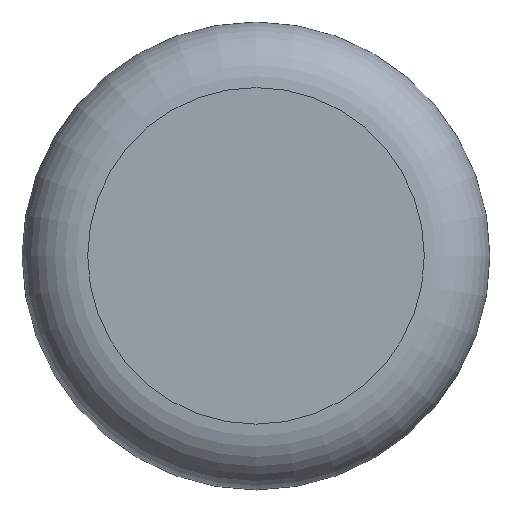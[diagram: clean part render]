
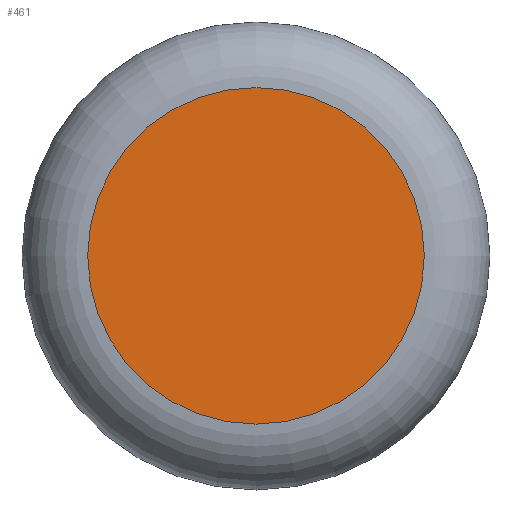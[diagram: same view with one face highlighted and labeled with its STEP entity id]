
A CAD part, top view. The second image highlights one B-rep face of the part: STEP entity #461.
In plain terms, the highlighted planar face has unit normal (0, 0, 1).
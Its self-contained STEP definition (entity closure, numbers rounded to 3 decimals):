
#397 = TOROIDAL_SURFACE('',#398,10.25,4.);
#398 = AXIS2_PLACEMENT_3D('',#399,#400,#401);
#399 = CARTESIAN_POINT('',(0.,0.,21.));
#400 = DIRECTION('',(0.,0.,1.));
#401 = DIRECTION('',(1.,0.,0.));
#414 = VERTEX_POINT('',#415);
#415 = CARTESIAN_POINT('',(10.25,0.,25.));
#435 = EDGE_CURVE('',#414,#414,#436,.T.);
#436 = SURFACE_CURVE('',#437,(#442,#448),.PCURVE_S1.);
#437 = CIRCLE('',#438,10.25);
#438 = AXIS2_PLACEMENT_3D('',#439,#440,#441);
#439 = CARTESIAN_POINT('',(0.,0.,25.));
#440 = DIRECTION('',(0.,0.,-1.));
#441 = DIRECTION('',(1.,0.,0.));
#442 = PCURVE('',#397,#443);
#443 = DEFINITIONAL_REPRESENTATION('',(#444),#447);
#444 = B_SPLINE_CURVE_WITH_KNOTS('',1,(#445,#446),.UNSPECIFIED.,.F.,.F.,
  (2,2),(0.,6.283),.PIECEWISE_BEZIER_KNOTS.);
#445 = CARTESIAN_POINT('',(0.,1.571));
#446 = CARTESIAN_POINT('',(-6.283,1.571));
#447 = ( GEOMETRIC_REPRESENTATION_CONTEXT(2) 
PARAMETRIC_REPRESENTATION_CONTEXT() REPRESENTATION_CONTEXT('2D SPACE',''
  ) );
#448 = PCURVE('',#449,#454);
#449 = PLANE('',#450);
#450 = AXIS2_PLACEMENT_3D('',#451,#452,#453);
#451 = CARTESIAN_POINT('',(0.,0.,25.));
#452 = DIRECTION('',(0.,0.,-1.));
#453 = DIRECTION('',(1.,0.,0.));
#454 = DEFINITIONAL_REPRESENTATION('',(#455),#459);
#455 = CIRCLE('',#456,10.25);
#456 = AXIS2_PLACEMENT_2D('',#457,#458);
#457 = CARTESIAN_POINT('',(0.,0.));
#458 = DIRECTION('',(1.,0.));
#459 = ( GEOMETRIC_REPRESENTATION_CONTEXT(2) 
PARAMETRIC_REPRESENTATION_CONTEXT() REPRESENTATION_CONTEXT('2D SPACE',''
  ) );
#461 = ADVANCED_FACE('',(#462),#449,.F.);
#462 = FACE_BOUND('',#463,.F.);
#463 = EDGE_LOOP('',(#464));
#464 = ORIENTED_EDGE('',*,*,#435,.T.);
